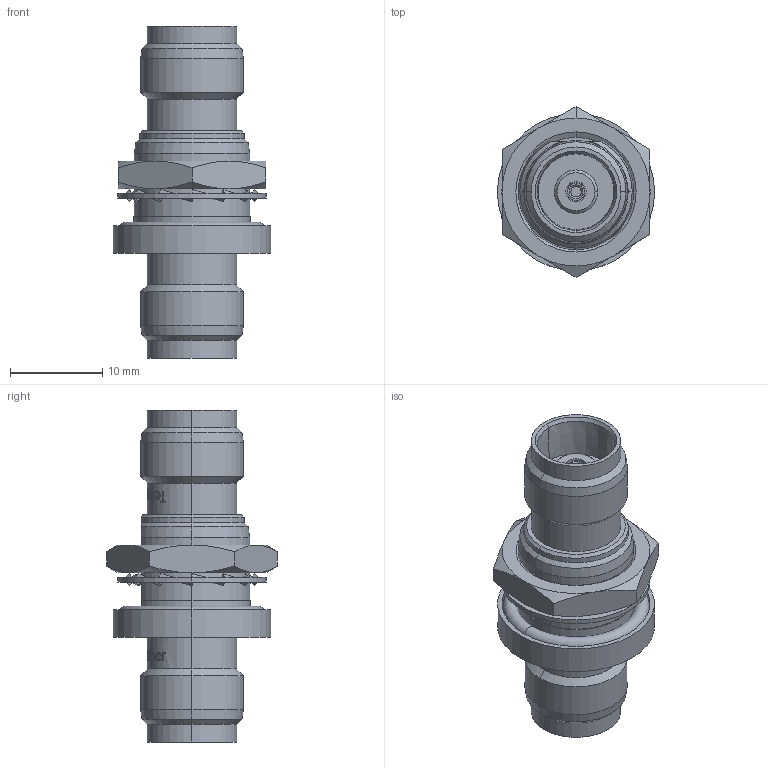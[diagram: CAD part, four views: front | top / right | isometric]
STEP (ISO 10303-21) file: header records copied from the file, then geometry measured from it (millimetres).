
FILE_DESCRIPTION (( 'STEP AP214' ), '1' );
FILE_NAME ('J01014B2233.STEP', '2019-03-11T07:36:19', ( '' ), ( '' ), 'SwSTEP 2.0', 'SolidWorks 2018', '' );
FILE_SCHEMA (( 'AUTOMOTIVE_DESIGN' ));
Length unit declared in the file: millimetre
Products named in the file (1): J01014B2233
Bounding box: 17 x 18.48 x 35.9 mm (x, y, z)
Volume: 3645.5 mm3; surface area: 2869.6 mm2
Topology: 3 solids, 3 shells, 559 faces, 1433 edges, 932 vertices
Faces by surface type: bspline 202, plane 190, cylinder 101, cone 62, torus 4
Entity records: 34464 total; most frequent: CARTESIAN_POINT 16366, ORIENTED_EDGE 2866, DIRECTION 1793, EDGE_CURVE 1433, VERTEX_POINT 932, AXIS2_PLACEMENT_3D 649, B_SPLINE_CURVE_WITH_KNOTS 623, EDGE_LOOP 617
